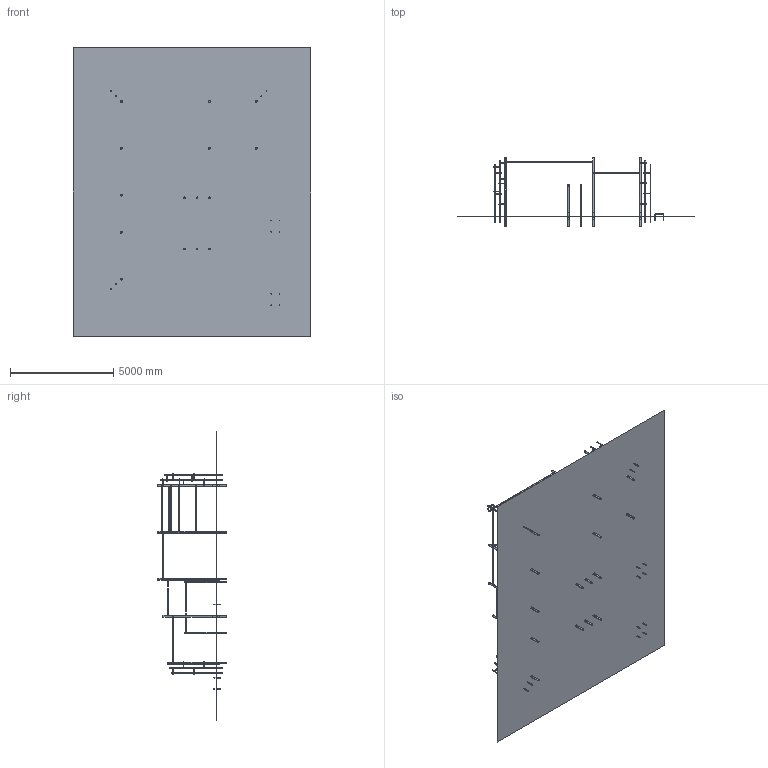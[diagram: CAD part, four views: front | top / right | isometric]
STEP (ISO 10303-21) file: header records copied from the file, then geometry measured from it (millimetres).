
FILE_DESCRIPTION (( 'STEP AP214' ), '1' );
FILE_NAME ('BodyArt M.STEP', '2025-05-26T13:08:40', ( 'Util' ), ( '' ), 'SwSTEP 2.0', 'SolidWorks 2025', '' );
FILE_SCHEMA (( 'AUTOMOTIVE_DESIGN' ));
Length unit declared in the file: millimetre
Products named in the file (25): Poteau_Poteau triple 1 - pour échelle inversée V2; Poteau_Poteau double 180° - 2100 & 2350 avec diam33.7 sur h2300; Traverse + visserie_Assemblage echelle inversée; Poteau_Poteau double 90° - 2300 & 2100; M08 Frein; Crochet pompe_V2<Brut de soudage>; Barres parallèles_BP entraxe 2390 V2; BA01 - 3 barres de traction_Pour Body Art L V2; BA07 - Crochets de Pompes_BA07 V2; Poteau_Poteau triple 3 pour échelle inversée; Sol_M V2; Traverse + visserie_Diam. 33.7; Poteau_Poteau double 180° - 2350 & 2600 avec diam33.7 sur h2300; Poteau_Poteau double 90° - 2640 pour échelle inversée + vague 2 V2; BodyArt M; Poteau_Poteau triple 2 pour échelle inversée ; Traverse + visserie_Diam. 42.4; Traverses_Echelle inversée<Brut d''usinage>; BA03 - Barres parallèles_BA03 V2; Poteau_Poteau simple - hfix 2100 mm + vague raccourci; Poteau_Poteau double 90° - 2100 & 2300 + vague; BA02 - Carré de barres de traction_Pour BodyArt L; BA04 - Echelle inversée_Pour Body Art L V2 (avec poteau vague 2); Traverses_Diam. 33.7<Brut d''usinage>; Traverses_Diam. 42.4<Brut d''usinage>
Assembly tree (52 placements, depth 4):
  BodyArt M
    BA04 - Echelle inversée_Pour Body Art L V2 (avec poteau vague 2)
      Poteau_Poteau double 90° - 2640 pour échelle inversée + vague 2 V2
      Poteau_Poteau triple 1 - pour échelle inversée V2
      Poteau_Poteau triple 2 pour échelle inversée 
      Poteau_Poteau triple 3 pour échelle inversée
      Traverse + visserie_Diam. 42.4  x4
        Traverses_Diam. 42.4<Brut d''usinage>
        M08 Frein
      Traverse + visserie_Assemblage echelle inversée
        Traverses_Echelle inversée<Brut d''usinage>
        M08 Frein  x8
    BA02 - Carré de barres de traction_Pour BodyArt L
      Poteau_Poteau double 90° - 2100 & 2300 + vague
      Poteau_Poteau double 90° - 2300 & 2100
      Traverse + visserie_Diam. 42.4  x4
        Traverses_Diam. 42.4<Brut d''usinage>
        M08 Frein
    BA03 - Barres parallèles_BA03 V2
      Barres parallèles_BP entraxe 2390 V2  x3
    BA01 - 3 barres de traction_Pour Body Art L V2
      Poteau_Poteau simple - hfix 2100 mm + vague raccourci
      Poteau_Poteau double 180° - 2100 & 2350 avec diam33.7 sur h2300
      Poteau_Poteau double 180° - 2350 & 2600 avec diam33.7 sur h2300
      Traverse + visserie_Diam. 42.4  x2
        Traverses_Diam. 42.4<Brut d''usinage>
        M08 Frein
      Traverse + visserie_Diam. 33.7
        Traverses_Diam. 33.7<Brut d''usinage>
        M08 Frein  x4
    BA07 - Crochets de Pompes_BA07 V2  x2
      Crochet pompe_V2<Brut de soudage>
    Sol_M V2
Bounding box: 11489 x 3375 x 13962 mm (x, y, z)
Volume: 66105477.6 mm3; surface area: 208551308.5 mm2
Topology: 220 solids, 221 shells, 4294 faces, 9760 edges, 6082 vertices
Faces by surface type: cylinder 1532, plane 1386, cone 936, torus 356, sphere 84
Entity records: 75903 total; most frequent: CARTESIAN_POINT 34040, DIRECTION 8436, ORIENTED_EDGE 8120, EDGE_CURVE 4062, AXIS2_PLACEMENT_3D 3434, VERTEX_POINT 2658, EDGE_LOOP 2105, CIRCLE 1708
